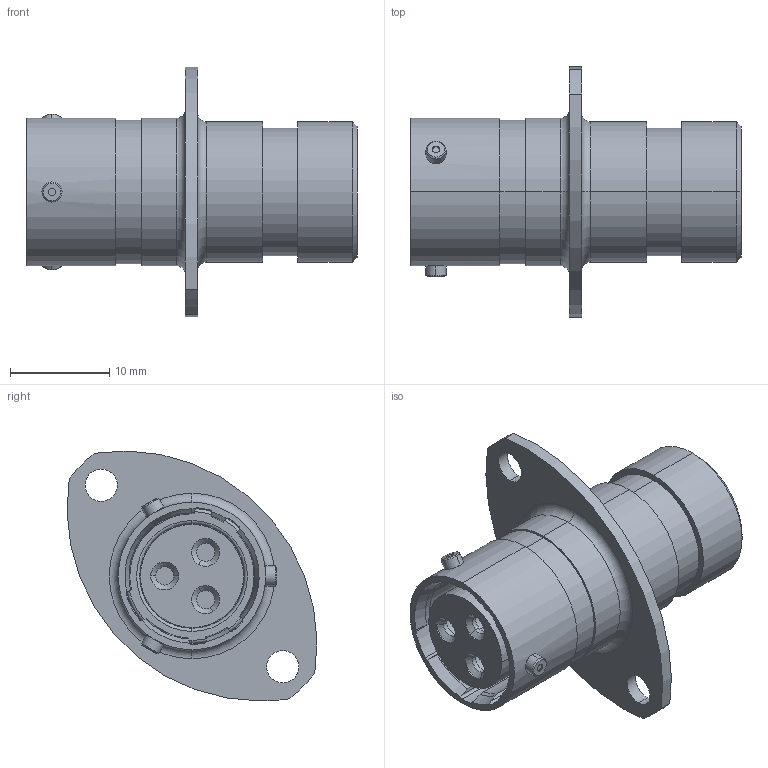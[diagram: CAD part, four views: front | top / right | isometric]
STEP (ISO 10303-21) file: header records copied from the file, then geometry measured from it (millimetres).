
FILE_DESCRIPTION (( 'STEP AP214' ), '1' );
FILE_NAME ('AS010-03SB.STEP', '2019-11-14T13:28:16', ( 'TE Connectivity' ), ( 'TE Connectivity' ), 'SwSTEP 2.0', 'SolidWorks 2016', '' );
FILE_SCHEMA (( 'AUTOMOTIVE_DESIGN' ));
Length unit declared in the file: millimetre
Products named in the file (1): AS010-03SB
Bounding box: 33.31 x 25.2 x 25.21 mm (x, y, z)
Volume: 4413.3 mm3; surface area: 6294.8 mm2
Topology: 9 solids, 9 shells, 293 faces, 652 edges, 391 vertices
Faces by surface type: cylinder 130, plane 53, cone 50, torus 48, sphere 12
Entity records: 11720 total; most frequent: CARTESIAN_POINT 1631, DIRECTION 1589, ORIENTED_EDGE 1292, AXIS2_PLACEMENT_3D 697, EDGE_CURVE 646, CIRCLE 403, VERTEX_POINT 391, EDGE_LOOP 341
